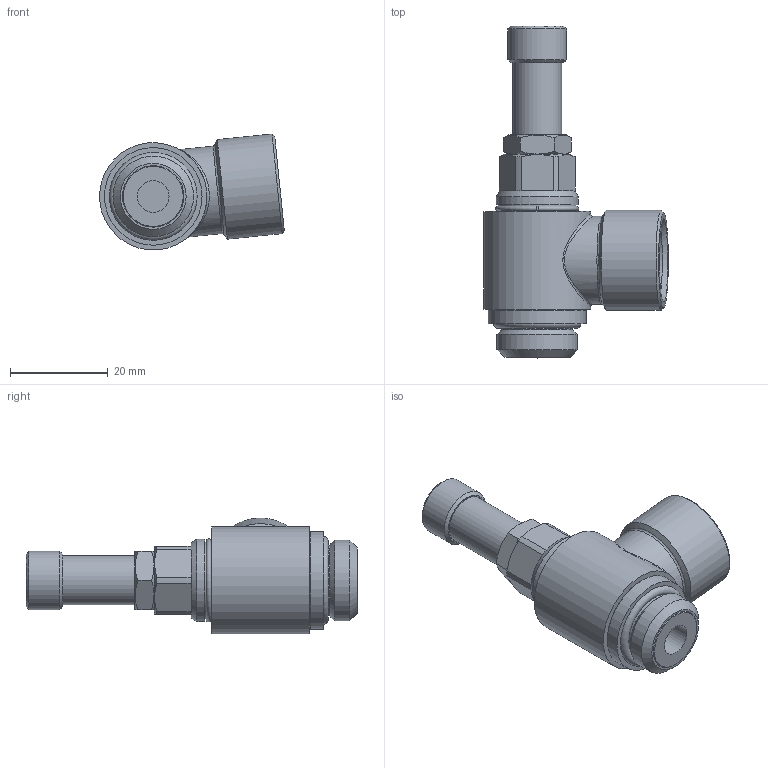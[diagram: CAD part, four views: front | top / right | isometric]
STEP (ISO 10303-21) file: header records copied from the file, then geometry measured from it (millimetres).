
FILE_DESCRIPTION((''),'2;1');
FILE_NAME('MV413838RAB.stp','2022-08-09T09:38:23',('RL'),(''),'Autodesk Inventor 2012','Autodesk Inventor 2012','');
FILE_SCHEMA(('AUTOMOTIVE_DESIGN { 1 0 10303 214 1 1 1 1 }'));
Length unit declared in the file: millimetre
Products named in the file (1): MV413838RAB
Bounding box: 37.82 x 68 x 23.74 mm (x, y, z)
Volume: 16115.8 mm3; surface area: 7404 mm2
Topology: 1 solids, 1 shells, 86 faces, 203 edges, 128 vertices
Faces by surface type: plane 34, cylinder 27, cone 19, torus 4, bspline 2
Full cylindrical faces by diameter (mm): 6.5 x1, 10 x1, 11 x1, 12 x1, 14.5 x1, 15 x1, 15.9 x1, 16.5 x1, 16.85 x2, 18 x1, 20 x1, 20.5 x1, 22 x1
Entity records: 3848 total; most frequent: CARTESIAN_POINT 2068, DIRECTION 367, ORIENTED_EDGE 326, AXIS2_PLACEMENT_3D 166, EDGE_CURVE 163, EDGE_LOOP 131, VERTEX_POINT 120, FACE_OUTER_BOUND 86
